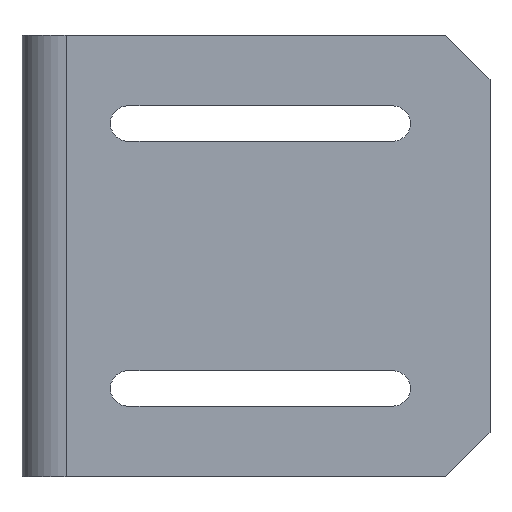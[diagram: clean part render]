
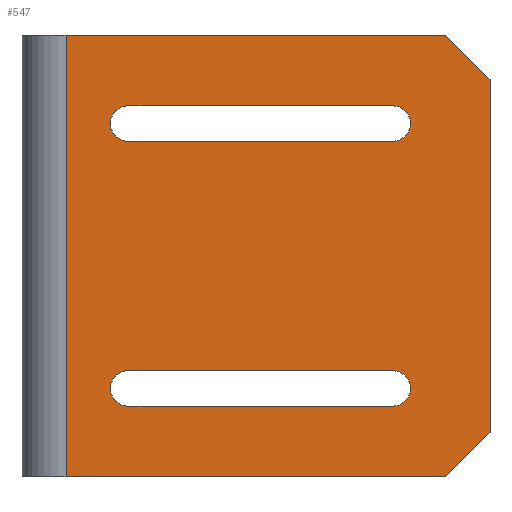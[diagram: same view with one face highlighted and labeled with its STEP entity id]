
A CAD part, front view. The second image highlights one B-rep face of the part: STEP entity #547.
In plain terms, the highlighted planar face has unit normal (0, -1, 0).
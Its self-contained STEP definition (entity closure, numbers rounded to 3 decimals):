
#1 = EDGE_CURVE ( 'NONE', #846, #934, #860, .T. ) ;
#11 = CARTESIAN_POINT ( 'NONE',  ( 2., -5., 50. ) ) ;
#20 = CARTESIAN_POINT ( 'NONE',  ( 9., -5., 42. ) ) ;
#38 = DIRECTION ( 'NONE',  ( 0., 1., 0. ) ) ;
#51 = VERTEX_POINT ( 'NONE', #994 ) ;
#59 = ORIENTED_EDGE ( 'NONE', *, *, #1098, .T. ) ;
#70 = VECTOR ( 'NONE', #1281, 1000. ) ;
#87 = EDGE_CURVE ( 'NONE', #1363, #51, #91, .T. ) ;
#91 = LINE ( 'NONE', #469, #1004 ) ;
#92 = EDGE_LOOP ( 'NONE', ( #587, #59, #1183, #173, #223, #1410 ) ) ;
#106 = EDGE_CURVE ( 'NONE', #1277, #111, #406, .T. ) ;
#111 = VERTEX_POINT ( 'NONE', #265 ) ;
#127 = FACE_BOUND ( 'NONE', #1239, .T. ) ;
#136 = EDGE_CURVE ( 'NONE', #332, #916, #931, .T. ) ;
#144 = DIRECTION ( 'NONE',  ( -0.707, 0., 0.707 ) ) ;
#167 = LINE ( 'NONE', #592, #438 ) ;
#172 = EDGE_CURVE ( 'NONE', #1313, #1363, #1156, .T. ) ;
#173 = ORIENTED_EDGE ( 'NONE', *, *, #106, .T. ) ;
#187 = LINE ( 'NONE', #588, #855 ) ;
#190 = CARTESIAN_POINT ( 'NONE',  ( 50., -5., 45. ) ) ;
#194 = ORIENTED_EDGE ( 'NONE', *, *, #87, .T. ) ;
#205 = FACE_BOUND ( 'NONE', #985, .T. ) ;
#214 = EDGE_CURVE ( 'NONE', #638, #264, #167, .T. ) ;
#219 = CARTESIAN_POINT ( 'NONE',  ( 9., -5., 38. ) ) ;
#223 = ORIENTED_EDGE ( 'NONE', *, *, #253, .T. ) ;
#225 = VERTEX_POINT ( 'NONE', #190 ) ;
#250 = DIRECTION ( 'NONE',  ( 0., 0., 1. ) ) ;
#252 = DIRECTION ( 'NONE',  ( 0., 1., 0. ) ) ;
#253 = EDGE_CURVE ( 'NONE', #111, #1009, #371, .T. ) ;
#264 = VERTEX_POINT ( 'NONE', #526 ) ;
#265 = CARTESIAN_POINT ( 'NONE',  ( 2., -5., 0. ) ) ;
#277 = ORIENTED_EDGE ( 'NONE', *, *, #214, .T. ) ;
#279 = CARTESIAN_POINT ( 'NONE',  ( 9., -5., 10. ) ) ;
#284 = CARTESIAN_POINT ( 'NONE',  ( 2., -5., 50. ) ) ;
#289 = DIRECTION ( 'NONE',  ( 0., 0., 1. ) ) ;
#305 = VECTOR ( 'NONE', #1404, 1000. ) ;
#313 = ORIENTED_EDGE ( 'NONE', *, *, #1, .T. ) ;
#317 = EDGE_CURVE ( 'NONE', #916, #1161, #963, .T. ) ;
#332 = VERTEX_POINT ( 'NONE', #219 ) ;
#339 = LINE ( 'NONE', #1372, #774 ) ;
#371 = LINE ( 'NONE', #743, #756 ) ;
#382 = DIRECTION ( 'NONE',  ( 0., 0., 1. ) ) ;
#392 = DIRECTION ( 'NONE',  ( 0., 1., 0. ) ) ;
#406 = LINE ( 'NONE', #11, #650 ) ;
#426 = ORIENTED_EDGE ( 'NONE', *, *, #581, .T. ) ;
#432 = PLANE ( 'NONE',  #1431 ) ;
#438 = VECTOR ( 'NONE', #698, 1000. ) ;
#441 = ORIENTED_EDGE ( 'NONE', *, *, #1226, .T. ) ;
#452 = DIRECTION ( 'NONE',  ( 0., 1., 0. ) ) ;
#453 = LINE ( 'NONE', #1418, #601 ) ;
#469 = CARTESIAN_POINT ( 'NONE',  ( 2., -5., 12. ) ) ;
#481 = EDGE_CURVE ( 'NONE', #934, #332, #453, .T. ) ;
#496 = DIRECTION ( 'NONE',  ( 0., 0., 1. ) ) ;
#500 = CARTESIAN_POINT ( 'NONE',  ( 7., -5., 10. ) ) ;
#505 = ORIENTED_EDGE ( 'NONE', *, *, #136, .T. ) ;
#511 = CARTESIAN_POINT ( 'NONE',  ( 50., -5., 50. ) ) ;
#518 = AXIS2_PLACEMENT_3D ( 'NONE', #1419, #1304, #1413 ) ;
#519 = VERTEX_POINT ( 'NONE', #1310 ) ;
#526 = CARTESIAN_POINT ( 'NONE',  ( 9., -5., 8. ) ) ;
#532 = CARTESIAN_POINT ( 'NONE',  ( 7., -5., 40. ) ) ;
#547 = ADVANCED_FACE ( 'NONE', ( #127, #205, #1069 ), #432, .F. ) ;
#554 = LINE ( 'NONE', #511, #70 ) ;
#563 = CARTESIAN_POINT ( 'NONE',  ( 45., -5., 0. ) ) ;
#580 = DIRECTION ( 'NONE',  ( 1., 0., 0. ) ) ;
#581 = EDGE_CURVE ( 'NONE', #264, #1313, #844, .T. ) ;
#587 = ORIENTED_EDGE ( 'NONE', *, *, #679, .F. ) ;
#588 = CARTESIAN_POINT ( 'NONE',  ( 2., -5., 50. ) ) ;
#592 = CARTESIAN_POINT ( 'NONE',  ( 2., -5., 8. ) ) ;
#599 = CIRCLE ( 'NONE', #1273, 2. ) ;
#601 = VECTOR ( 'NONE', #873, 1000. ) ;
#632 = ORIENTED_EDGE ( 'NONE', *, *, #746, .T. ) ;
#638 = VERTEX_POINT ( 'NONE', #790 ) ;
#644 = DIRECTION ( 'NONE',  ( 0., 1., 0. ) ) ;
#650 = VECTOR ( 'NONE', #1246, 1000. ) ;
#679 = EDGE_CURVE ( 'NONE', #225, #519, #554, .T. ) ;
#684 = VECTOR ( 'NONE', #144, 1000. ) ;
#698 = DIRECTION ( 'NONE',  ( -1., 0., 0. ) ) ;
#707 = CARTESIAN_POINT ( 'NONE',  ( 9., -5., 10. ) ) ;
#720 = CARTESIAN_POINT ( 'NONE',  ( 45., -5., 50. ) ) ;
#725 = ORIENTED_EDGE ( 'NONE', *, *, #481, .T. ) ;
#743 = CARTESIAN_POINT ( 'NONE',  ( 2., -5., 0. ) ) ;
#746 = EDGE_CURVE ( 'NONE', #1161, #846, #339, .T. ) ;
#756 = VECTOR ( 'NONE', #852, 1000. ) ;
#767 = CARTESIAN_POINT ( 'NONE',  ( 2., -5., 50. ) ) ;
#774 = VECTOR ( 'NONE', #1247, 1000. ) ;
#787 = LINE ( 'NONE', #1289, #305 ) ;
#790 = CARTESIAN_POINT ( 'NONE',  ( 39., -5., 8. ) ) ;
#795 = AXIS2_PLACEMENT_3D ( 'NONE', #707, #38, #382 ) ;
#803 = CARTESIAN_POINT ( 'NONE',  ( 45., -5., 50. ) ) ;
#824 = CARTESIAN_POINT ( 'NONE',  ( 39., -5., 42. ) ) ;
#825 = CARTESIAN_POINT ( 'NONE',  ( 39., -5., 10. ) ) ;
#840 = LINE ( 'NONE', #803, #684 ) ;
#843 = CARTESIAN_POINT ( 'NONE',  ( 9., -5., 12. ) ) ;
#844 = CIRCLE ( 'NONE', #795, 2. ) ;
#846 = VERTEX_POINT ( 'NONE', #824 ) ;
#849 = ORIENTED_EDGE ( 'NONE', *, *, #317, .T. ) ;
#852 = DIRECTION ( 'NONE',  ( 1., 0., 0. ) ) ;
#855 = VECTOR ( 'NONE', #580, 1000. ) ;
#860 = CIRCLE ( 'NONE', #1167, 2. ) ;
#873 = DIRECTION ( 'NONE',  ( -1., 0., 0. ) ) ;
#916 = VERTEX_POINT ( 'NONE', #532 ) ;
#922 = CARTESIAN_POINT ( 'NONE',  ( 9., -5., 40. ) ) ;
#931 = CIRCLE ( 'NONE', #1064, 2. ) ;
#934 = VERTEX_POINT ( 'NONE', #973 ) ;
#940 = DIRECTION ( 'NONE',  ( 0., 1., 0. ) ) ;
#963 = CIRCLE ( 'NONE', #518, 2. ) ;
#973 = CARTESIAN_POINT ( 'NONE',  ( 39., -5., 38. ) ) ;
#985 = EDGE_LOOP ( 'NONE', ( #725, #505, #849, #632, #313 ) ) ;
#994 = CARTESIAN_POINT ( 'NONE',  ( 39., -5., 12. ) ) ;
#1004 = VECTOR ( 'NONE', #1223, 1000. ) ;
#1009 = VERTEX_POINT ( 'NONE', #563 ) ;
#1012 = DIRECTION ( 'NONE',  ( 0., 0., 1. ) ) ;
#1064 = AXIS2_PLACEMENT_3D ( 'NONE', #922, #252, #1012 ) ;
#1069 = FACE_OUTER_BOUND ( 'NONE', #92, .T. ) ;
#1075 = ORIENTED_EDGE ( 'NONE', *, *, #172, .T. ) ;
#1097 = CARTESIAN_POINT ( 'NONE',  ( 39., -5., 40. ) ) ;
#1098 = EDGE_CURVE ( 'NONE', #225, #1276, #840, .T. ) ;
#1117 = AXIS2_PLACEMENT_3D ( 'NONE', #279, #392, #496 ) ;
#1145 = EDGE_CURVE ( 'NONE', #1277, #1276, #187, .T. ) ;
#1156 = CIRCLE ( 'NONE', #1117, 2. ) ;
#1161 = VERTEX_POINT ( 'NONE', #20 ) ;
#1167 = AXIS2_PLACEMENT_3D ( 'NONE', #1097, #452, #250 ) ;
#1183 = ORIENTED_EDGE ( 'NONE', *, *, #1145, .F. ) ;
#1223 = DIRECTION ( 'NONE',  ( 1., 0., 0. ) ) ;
#1226 = EDGE_CURVE ( 'NONE', #51, #638, #599, .T. ) ;
#1239 = EDGE_LOOP ( 'NONE', ( #277, #426, #1075, #194, #441 ) ) ;
#1246 = DIRECTION ( 'NONE',  ( 0., 0., -1. ) ) ;
#1247 = DIRECTION ( 'NONE',  ( 1., 0., 0. ) ) ;
#1273 = AXIS2_PLACEMENT_3D ( 'NONE', #825, #940, #289 ) ;
#1276 = VERTEX_POINT ( 'NONE', #720 ) ;
#1277 = VERTEX_POINT ( 'NONE', #284 ) ;
#1281 = DIRECTION ( 'NONE',  ( 0., 0., -1. ) ) ;
#1289 = CARTESIAN_POINT ( 'NONE',  ( 50., -5., 5. ) ) ;
#1304 = DIRECTION ( 'NONE',  ( 0., 1., 0. ) ) ;
#1310 = CARTESIAN_POINT ( 'NONE',  ( 50., -5., 5. ) ) ;
#1313 = VERTEX_POINT ( 'NONE', #500 ) ;
#1346 = EDGE_CURVE ( 'NONE', #1009, #519, #787, .T. ) ;
#1363 = VERTEX_POINT ( 'NONE', #843 ) ;
#1372 = CARTESIAN_POINT ( 'NONE',  ( 2., -5., 42. ) ) ;
#1404 = DIRECTION ( 'NONE',  ( 0.707, 0., 0.707 ) ) ;
#1410 = ORIENTED_EDGE ( 'NONE', *, *, #1346, .T. ) ;
#1411 = DIRECTION ( 'NONE',  ( 0., 0., 1. ) ) ;
#1413 = DIRECTION ( 'NONE',  ( 0., 0., 1. ) ) ;
#1418 = CARTESIAN_POINT ( 'NONE',  ( 2., -5., 38. ) ) ;
#1419 = CARTESIAN_POINT ( 'NONE',  ( 9., -5., 40. ) ) ;
#1431 = AXIS2_PLACEMENT_3D ( 'NONE', #767, #644, #1411 ) ;
